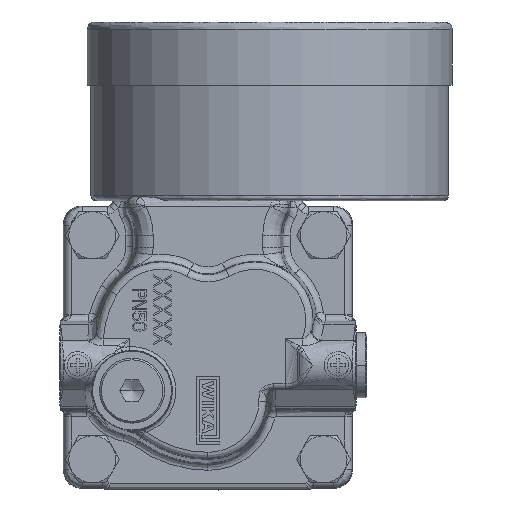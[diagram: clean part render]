
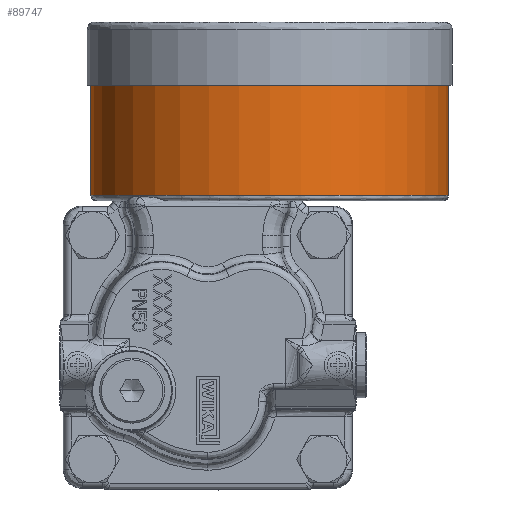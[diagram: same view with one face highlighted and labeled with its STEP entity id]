
A CAD part, left-side view. The second image highlights one B-rep face of the part: STEP entity #89747.
In plain terms, the highlighted free-form (B-spline) face has degree [8, 1] with [9, 2] control points.
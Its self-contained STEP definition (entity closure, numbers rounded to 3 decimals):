
#25121=DIRECTION('',(0.,0.,-1.));
#25122=VECTOR('',#25121,30.5);
#25123=CARTESIAN_POINT('',(-0.7,32.4,72.5));
#25124=LINE('',#25123,#25122);
#25125=CARTESIAN_POINT('',(-0.7,-17.1,42.));
#25126=DIRECTION('',(0.,0.,-1.));
#25127=DIRECTION('',(0.,-1.,0.));
#25128=AXIS2_PLACEMENT_3D('',#25125,#25126,#25127);
#25130=DIRECTION('',(0.,0.,-1.));
#25131=VECTOR('',#25130,30.5);
#25132=CARTESIAN_POINT('',(-0.7,-66.6,72.5));
#25133=LINE('',#25132,#25131);
#25149=CARTESIAN_POINT('',(-0.7,-17.1,72.5));
#25150=DIRECTION('',(0.,0.,-1.));
#25151=DIRECTION('',(0.,-1.,0.));
#25152=AXIS2_PLACEMENT_3D('',#25149,#25150,#25151);
#30163=CARTESIAN_POINT('',(-0.7,32.4,42.));
#30164=CARTESIAN_POINT('',(-0.7,-66.6,42.));
#30165=VERTEX_POINT('',#30163);
#30166=VERTEX_POINT('',#30164);
#30167=CARTESIAN_POINT('',(-0.7,-66.6,72.5));
#30168=VERTEX_POINT('',#30167);
#30169=CARTESIAN_POINT('',(-0.7,32.4,72.5));
#30170=VERTEX_POINT('',#30169);
#89721=CARTESIAN_POINT('',(2.408,32.303,41.39));
#89722=CARTESIAN_POINT('',(2.408,32.303,73.11));
#89723=CARTESIAN_POINT('',(-17.768,33.572,41.39));
#89724=CARTESIAN_POINT('',(-17.768,33.572,73.11));
#89725=CARTESIAN_POINT('',(-38.537,25.424,41.39));
#89726=CARTESIAN_POINT('',(-38.537,25.424,73.11));
#89727=CARTESIAN_POINT('',(-54.769,7.552,41.39));
#89728=CARTESIAN_POINT('',(-54.769,7.552,73.11));
#89729=CARTESIAN_POINT('',(-61.138,-17.106,41.39));
#89730=CARTESIAN_POINT('',(-61.138,-17.106,73.11));
#89731=CARTESIAN_POINT('',(-54.769,-41.744,41.39));
#89732=CARTESIAN_POINT('',(-54.769,-41.744,73.11));
#89733=CARTESIAN_POINT('',(-38.537,-59.624,41.39));
#89734=CARTESIAN_POINT('',(-38.537,-59.624,73.11));
#89735=CARTESIAN_POINT('',(-17.768,-67.772,41.39));
#89736=CARTESIAN_POINT('',(-17.768,-67.772,73.11));
#89737=CARTESIAN_POINT('',(2.408,-66.503,41.39));
#89738=CARTESIAN_POINT('',(2.408,-66.503,73.11));
#89739=B_SPLINE_SURFACE_WITH_KNOTS('',8,1,((#89721,#89722),(#89723,#89724),(
#89725,#89726),(#89727,#89728),(#89729,#89730),(#89731,#89732),(#89733,#89734),(
#89735,#89736),(#89737,#89738)),.UNSPECIFIED.,.F.,.F.,.F.,(9,9),(2,2),(
0.,3.267),(-15.86,15.86),.UNSPECIFIED.);
#89740=ORIENTED_EDGE('',*,*,#31894,.T.);
#89741=ORIENTED_EDGE('',*,*,#89716,.F.);
#89743=ORIENTED_EDGE('',*,*,#89742,.F.);
#89744=ORIENTED_EDGE('',*,*,#89712,.T.);
#89745=EDGE_LOOP('',(#89740,#89741,#89743,#89744));
#89746=FACE_OUTER_BOUND('',#89745,.F.);
#89747=ADVANCED_FACE('',(#89746),#89739,.T.);
#25129=CIRCLE('',#25128,49.5);
#25153=CIRCLE('',#25152,49.5);
#31894=EDGE_CURVE('',#30166,#30165,#25129,.T.);
#89712=EDGE_CURVE('',#30168,#30166,#25133,.T.);
#89716=EDGE_CURVE('',#30170,#30165,#25124,.T.);
#89742=EDGE_CURVE('',#30168,#30170,#25153,.T.);
